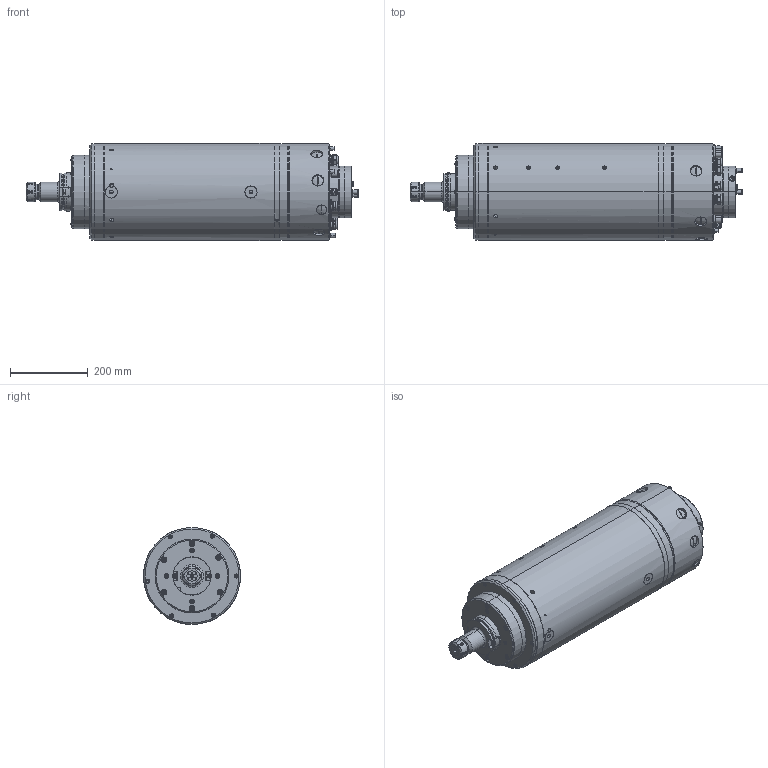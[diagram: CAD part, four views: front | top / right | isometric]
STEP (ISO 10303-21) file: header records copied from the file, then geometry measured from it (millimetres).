
FILE_DESCRIPTION (( 'STEP AP203' ), '1' );
FILE_NAME ('250AI12BH-00-.STEP', '2012-10-18T08:53:27', ( '' ), ( '' ), 'SwSTEP 2.0', 'SolidWorks 2012', '' );
FILE_SCHEMA (( 'CONFIG_CONTROL_DESIGN' ));
Length unit declared in the file: millimetre
Products named in the file (1): 250AI12BH-00-
Bounding box: 855.63 x 250 x 250 mm (x, y, z)
Surface area: 867185.1 mm2 (no closed solid volume)
Topology: 0 solids, 168 shells, 1453 faces, 4749 edges, 3436 vertices
Faces by surface type: cylinder 642, plane 546, cone 130, torus 111, bspline 12, sphere 12
Entity records: 56906 total; most frequent: CARTESIAN_POINT 14063, DIRECTION 9756, ORIENTED_EDGE 7306, EDGE_CURVE 4717, AXIS2_PLACEMENT_3D 3841, VERTEX_POINT 3436, CIRCLE 2399, VECTOR 2074
